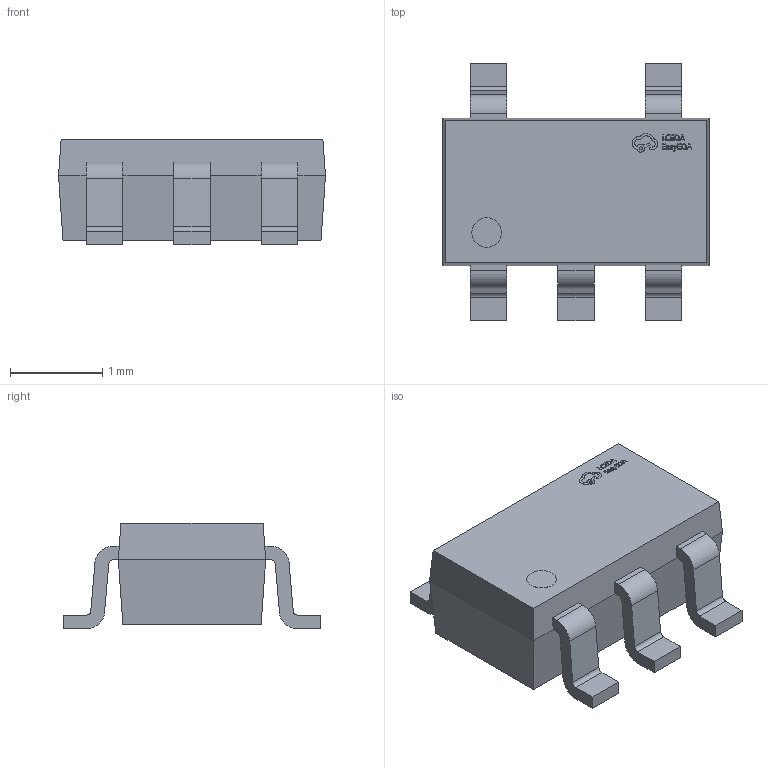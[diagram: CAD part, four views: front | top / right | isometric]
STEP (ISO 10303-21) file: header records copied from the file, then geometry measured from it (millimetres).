
FILE_DESCRIPTION (( 'STEP AP214' ), '1' );
FILE_NAME ('SOT-23-5_L2.9-W1.6-P0.95-LS2.8-TL.step', '2022-07-26T11:05:36', ( '' ), ( '' ), 'SwSTEP 2.0', 'SolidWorks 2020', '' );
FILE_SCHEMA (( 'AUTOMOTIVE_DESIGN' ));
Length unit declared in the file: millimetre
Products named in the file (1): SOT-23-5_L2.9-W1.6-P0.95-LS2.8-TL
Bounding box: 2.9 x 2.8 x 1.15 mm (x, y, z)
Volume: 5.3 mm3; surface area: 25 mm2
Topology: 14 solids, 14 shells, 368 faces, 982 edges, 650 vertices
Faces by surface type: plane 234, bspline 112, cylinder 22
Entity records: 16773 total; most frequent: CARTESIAN_POINT 4105, ORIENTED_EDGE 1964, DIRECTION 1312, EDGE_CURVE 982, LINE 710, VECTOR 710, VERTEX_POINT 650, EDGE_LOOP 388
